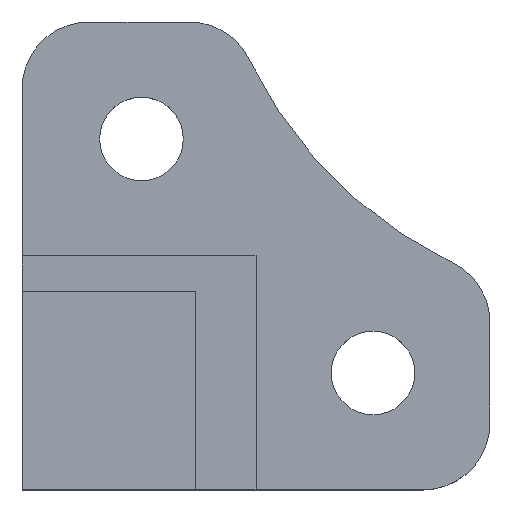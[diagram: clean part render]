
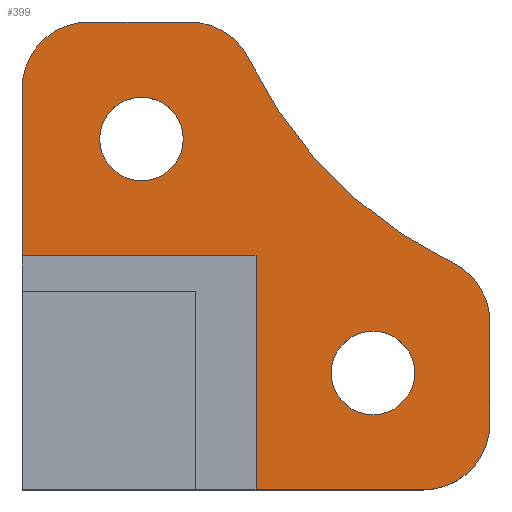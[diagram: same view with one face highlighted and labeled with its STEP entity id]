
A CAD part, top view. The second image highlights one B-rep face of the part: STEP entity #399.
In plain terms, the highlighted planar face has unit normal (0, 0, 1).
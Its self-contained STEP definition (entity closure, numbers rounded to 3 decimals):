
#19=FACE_BOUND('',#76,.T.);
#20=FACE_BOUND('',#77,.T.);
#33=PLANE('',#451);
#54=FACE_OUTER_BOUND('',#75,.T.);
#75=EDGE_LOOP('',(#339,#340,#341,#342,#343,#344,#345,#346,#347,#348,#349));
#76=EDGE_LOOP('',(#350));
#77=EDGE_LOOP('',(#351));
#93=LINE('',#612,#131);
#104=LINE('',#639,#142);
#108=LINE('',#650,#146);
#114=LINE('',#667,#152);
#118=LINE('',#676,#156);
#120=LINE('',#682,#158);
#131=VECTOR('',#493,10.);
#142=VECTOR('',#516,10.);
#146=VECTOR('',#528,10.);
#152=VECTOR('',#548,10.);
#156=VECTOR('',#554,10.);
#158=VECTOR('',#564,10.);
#162=CIRCLE('',#423,13.);
#165=CIRCLE('',#427,2.);
#166=CIRCLE('',#433,1.25);
#169=CIRCLE('',#438,2.);
#170=CIRCLE('',#441,2.);
#172=CIRCLE('',#444,1.25);
#175=CIRCLE('',#450,2.);
#178=VERTEX_POINT('',#584);
#179=VERTEX_POINT('',#585);
#183=VERTEX_POINT('',#595);
#189=VERTEX_POINT('',#609);
#190=VERTEX_POINT('',#611);
#195=VERTEX_POINT('',#627);
#199=VERTEX_POINT('',#636);
#200=VERTEX_POINT('',#638);
#202=VERTEX_POINT('',#644);
#204=VERTEX_POINT('',#657);
#207=VERTEX_POINT('',#665);
#210=VERTEX_POINT('',#673);
#211=VERTEX_POINT('',#675);
#215=EDGE_CURVE('',#178,#179,#162,.F.);
#221=EDGE_CURVE('',#179,#183,#165,.T.);
#227=EDGE_CURVE('',#189,#190,#93,.T.);
#235=EDGE_CURVE('',#195,#195,#166,.T.);
#240=EDGE_CURVE('',#200,#199,#104,.T.);
#243=EDGE_CURVE('',#202,#200,#169,.T.);
#246=EDGE_CURVE('',#189,#202,#108,.T.);
#249=EDGE_CURVE('',#199,#178,#170,.T.);
#251=EDGE_CURVE('',#204,#204,#172,.T.);
#256=EDGE_CURVE('',#183,#207,#114,.T.);
#260=EDGE_CURVE('',#211,#210,#118,.T.);
#263=EDGE_CURVE('',#207,#211,#175,.T.);
#264=EDGE_CURVE('',#190,#210,#120,.T.);
#339=ORIENTED_EDGE('',*,*,#263,.T.);
#340=ORIENTED_EDGE('',*,*,#260,.T.);
#341=ORIENTED_EDGE('',*,*,#264,.F.);
#342=ORIENTED_EDGE('',*,*,#227,.F.);
#343=ORIENTED_EDGE('',*,*,#246,.T.);
#344=ORIENTED_EDGE('',*,*,#243,.T.);
#345=ORIENTED_EDGE('',*,*,#240,.T.);
#346=ORIENTED_EDGE('',*,*,#249,.T.);
#347=ORIENTED_EDGE('',*,*,#215,.T.);
#348=ORIENTED_EDGE('',*,*,#221,.T.);
#349=ORIENTED_EDGE('',*,*,#256,.T.);
#350=ORIENTED_EDGE('',*,*,#235,.T.);
#351=ORIENTED_EDGE('',*,*,#251,.T.);
#399=ADVANCED_FACE('',(#54,#19,#20),#33,.F.);
#423=AXIS2_PLACEMENT_3D('',#586,#471,#472);
#427=AXIS2_PLACEMENT_3D('',#597,#482,#483);
#433=AXIS2_PLACEMENT_3D('',#628,#507,#508);
#438=AXIS2_PLACEMENT_3D('',#645,#522,#523);
#441=AXIS2_PLACEMENT_3D('',#654,#533,#534);
#444=AXIS2_PLACEMENT_3D('',#658,#539,#540);
#450=AXIS2_PLACEMENT_3D('',#680,#560,#561);
#451=AXIS2_PLACEMENT_3D('',#681,#562,#563);
#471=DIRECTION('center_axis',(0.,0.,1.));
#472=DIRECTION('ref_axis',(0.901,0.434,0.));
#482=DIRECTION('center_axis',(0.,0.,1.));
#483=DIRECTION('ref_axis',(0.,1.,0.));
#493=DIRECTION('',(0.,1.,0.));
#507=DIRECTION('center_axis',(0.,0.,-1.));
#508=DIRECTION('ref_axis',(1.,0.,0.));
#516=DIRECTION('',(0.,1.,0.));
#522=DIRECTION('center_axis',(0.,0.,1.));
#523=DIRECTION('ref_axis',(1.,0.,0.));
#528=DIRECTION('',(1.,0.,0.));
#533=DIRECTION('center_axis',(0.,0.,1.));
#534=DIRECTION('ref_axis',(0.,1.,0.));
#539=DIRECTION('center_axis',(0.,0.,-1.));
#540=DIRECTION('ref_axis',(1.,0.,0.));
#548=DIRECTION('',(-1.,0.,0.));
#554=DIRECTION('',(0.,-1.,0.));
#560=DIRECTION('center_axis',(0.,0.,1.));
#561=DIRECTION('ref_axis',(-1.,0.,0.));
#562=DIRECTION('center_axis',(0.,0.,-1.));
#563=DIRECTION('ref_axis',(1.,0.,0.));
#564=DIRECTION('',(-1.,0.,0.));
#584=CARTESIAN_POINT('',(89.548,51.572,18.));
#585=CARTESIAN_POINT('',(83.482,57.638,18.));
#586=CARTESIAN_POINT('Origin',(95.192,63.282,18.));
#595=CARTESIAN_POINT('',(81.68,58.77,18.));
#597=CARTESIAN_POINT('Origin',(81.68,56.77,18.));
#609=CARTESIAN_POINT('',(83.68,44.77,18.));
#611=CARTESIAN_POINT('',(83.68,51.77,18.));
#612=CARTESIAN_POINT('',(83.68,-0.4,18.));
#627=CARTESIAN_POINT('',(85.93,48.27,18.));
#628=CARTESIAN_POINT('Origin',(87.18,48.27,18.));
#636=CARTESIAN_POINT('',(90.68,49.77,18.));
#638=CARTESIAN_POINT('',(90.68,46.77,18.));
#639=CARTESIAN_POINT('',(90.68,49.77,18.));
#644=CARTESIAN_POINT('',(88.68,44.77,18.));
#645=CARTESIAN_POINT('Origin',(88.68,46.77,18.));
#650=CARTESIAN_POINT('',(88.68,44.77,18.));
#654=CARTESIAN_POINT('Origin',(88.68,49.77,18.));
#657=CARTESIAN_POINT('',(79.004,55.27,18.));
#658=CARTESIAN_POINT('Origin',(80.254,55.27,18.));
#665=CARTESIAN_POINT('',(78.68,58.77,18.));
#667=CARTESIAN_POINT('',(78.68,58.77,18.));
#673=CARTESIAN_POINT('',(76.68,51.77,18.));
#675=CARTESIAN_POINT('',(76.68,56.77,18.));
#676=CARTESIAN_POINT('',(76.68,51.77,18.));
#680=CARTESIAN_POINT('Origin',(78.68,56.77,18.));
#681=CARTESIAN_POINT('Origin',(80.18,55.27,18.));
#682=CARTESIAN_POINT('',(81.93,51.77,18.));
